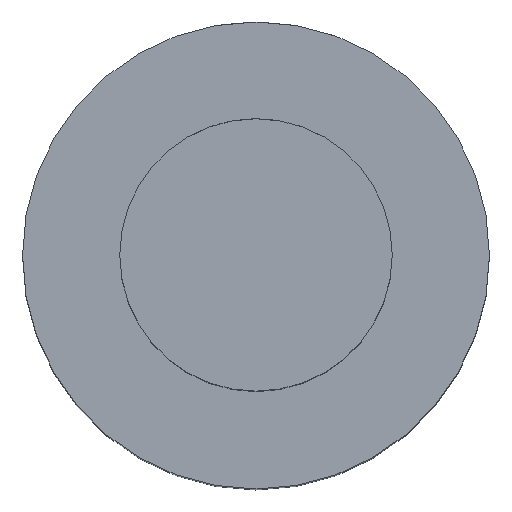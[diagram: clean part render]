
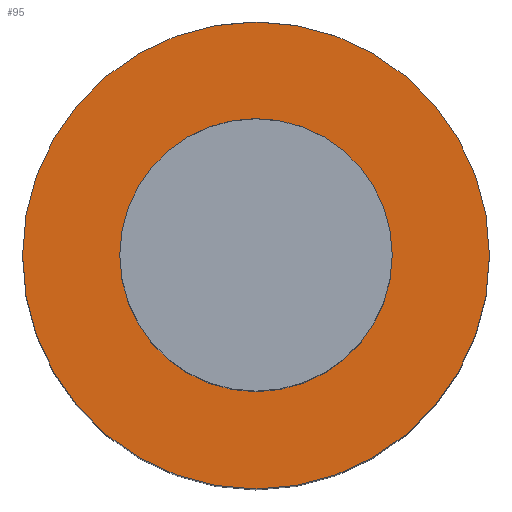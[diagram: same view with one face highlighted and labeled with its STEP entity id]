
A CAD part, top view. The second image highlights one B-rep face of the part: STEP entity #95.
In plain terms, the highlighted planar face has unit normal (0, 0, 1).
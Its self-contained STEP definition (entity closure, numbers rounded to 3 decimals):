
#53=EDGE_CURVE('240[2]',#131,#131,#132,.T.);
#58=EDGE_CURVE('240[2]',#139,#139,#140,.T.);
#95=ADVANCED_FACE('240[2]',(#196,#197),#198,.T.);
#131=VERTEX_POINT('',#232);
#132=CIRCLE('',#233,12.0);
#139=VERTEX_POINT('',#242);
#140=CIRCLE('',#243,7.0);
#196=FACE_BOUND('',#345,.T.);
#197=FACE_OUTER_BOUND('',#346,.T.);
#198=PLANE('',#347);
#232=CARTESIAN_POINT('',(0.,12.0,0.));
#233=AXIS2_PLACEMENT_3D('',#542,#543,#544);
#242=CARTESIAN_POINT('',(7.0,0.0,0.0));
#243=AXIS2_PLACEMENT_3D('',#552,#553,#554);
#345=EDGE_LOOP('',(#613));
#346=EDGE_LOOP('',(#614));
#347=AXIS2_PLACEMENT_3D('',#615,#616,#617);
#542=CARTESIAN_POINT('',(0.0,0.0,0.0));
#543=DIRECTION('',(0.,0.,1.0));
#544=DIRECTION('',(0.,1.0,0.));
#552=CARTESIAN_POINT('',(0.0,0.0,0.));
#553=DIRECTION('',(0.,0.,-1.0));
#554=DIRECTION('',(1.0,0.,0.));
#613=ORIENTED_EDGE('',*,*,#58,.T.);
#614=ORIENTED_EDGE('',*,*,#53,.T.);
#615=CARTESIAN_POINT('',(0.,6.0,0.));
#616=DIRECTION('',(0.,0.,1.0));
#617=DIRECTION('',(1.0,0.,0.0));
